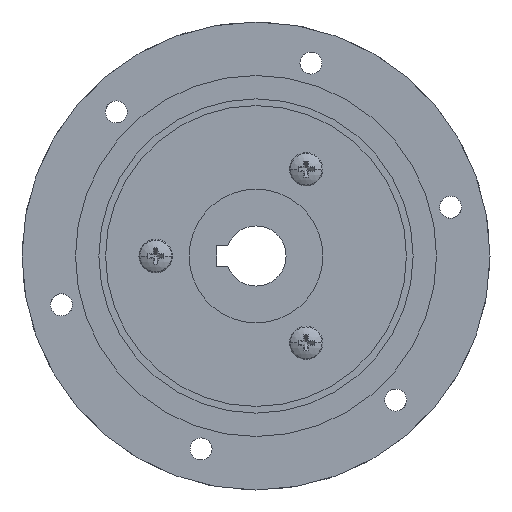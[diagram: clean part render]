
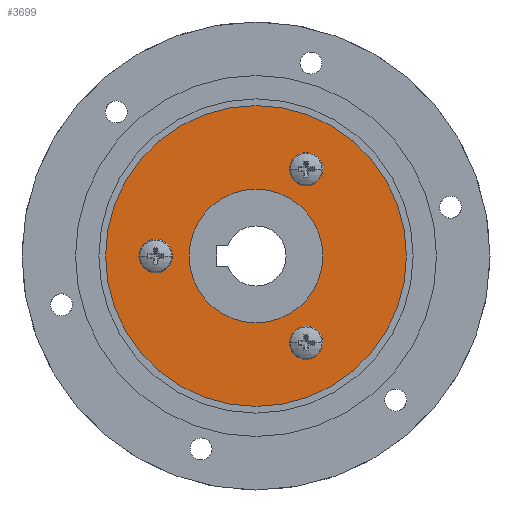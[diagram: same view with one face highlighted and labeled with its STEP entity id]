
A CAD part, left-side view. The second image highlights one B-rep face of the part: STEP entity #3699.
In plain terms, the highlighted face is planar.
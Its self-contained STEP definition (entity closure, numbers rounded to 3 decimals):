
#68 = ORIENTED_EDGE ( 'NONE', *, *, #25069, .F. ) ;
#387 = CARTESIAN_POINT ( 'NONE',  ( 12.99, -7.5, 0. ) ) ;
#996 = CARTESIAN_POINT ( 'NONE',  ( -12.99, -7.5, 0. ) ) ;
#1541 = EDGE_CURVE ( 'NONE', #52003, #37662, #3654, .T. ) ;
#1825 = CARTESIAN_POINT ( 'NONE',  ( 10., 0., 0. ) ) ;
#2864 = EDGE_CURVE ( 'NONE', #52537, #36524, #3548, .T. ) ;
#2935 = CIRCLE ( 'NONE', #4157, 10. ) ;
#3121 = EDGE_LOOP ( 'NONE', ( #29232, #60802 ) ) ;
#3548 = CIRCLE ( 'NONE', #14224, 1.025 ) ;
#3654 = CIRCLE ( 'NONE', #66726, 1.025 ) ;
#3699 = ADVANCED_FACE ( 'NONE', ( #16093, #26982, #53821, #31969, #11032 ), #40330, .F. ) ;
#4157 = AXIS2_PLACEMENT_3D ( 'NONE', #25235, #30375, #52435 ) ;
#4171 = EDGE_CURVE ( 'NONE', #59832, #43742, #41958, .T. ) ;
#4855 = ORIENTED_EDGE ( 'NONE', *, *, #52200, .F. ) ;
#7186 = DIRECTION ( 'NONE',  ( 0., 0., -1. ) ) ;
#7221 = VERTEX_POINT ( 'NONE', #50827 ) ;
#7241 = EDGE_LOOP ( 'NONE', ( #69180, #4855, #58238 ) ) ;
#8215 = CARTESIAN_POINT ( 'NONE',  ( 0., 0., 0. ) ) ;
#8423 = CARTESIAN_POINT ( 'NONE',  ( 1.025, 15., 0. ) ) ;
#9289 = DIRECTION ( 'NONE',  ( 0., 0., -1. ) ) ;
#11032 = FACE_OUTER_BOUND ( 'NONE', #3121, .T. ) ;
#11143 = DIRECTION ( 'NONE',  ( 0.5, 0.866, 0. ) ) ;
#12345 = CARTESIAN_POINT ( 'NONE',  ( 0., 15., 0. ) ) ;
#13623 = DIRECTION ( 'NONE',  ( 0., 0., 1. ) ) ;
#14224 = AXIS2_PLACEMENT_3D ( 'NONE', #27310, #43247, #11143 ) ;
#16093 = FACE_BOUND ( 'NONE', #66177, .T. ) ;
#17567 = CARTESIAN_POINT ( 'NONE',  ( 0., 0., 0. ) ) ;
#17827 = CARTESIAN_POINT ( 'NONE',  ( 0., 0., 0. ) ) ;
#18563 = AXIS2_PLACEMENT_3D ( 'NONE', #17567, #55076, #22955 ) ;
#19648 = AXIS2_PLACEMENT_3D ( 'NONE', #8215, #13623, #51140 ) ;
#19873 = VERTEX_POINT ( 'NONE', #8423 ) ;
#20023 = EDGE_LOOP ( 'NONE', ( #38195, #22250 ) ) ;
#20294 = DIRECTION ( 'NONE',  ( 0., 0., -1. ) ) ;
#22250 = ORIENTED_EDGE ( 'NONE', *, *, #43041, .F. ) ;
#22637 = VERTEX_POINT ( 'NONE', #40785 ) ;
#22955 = DIRECTION ( 'NONE',  ( -1., 0., 0. ) ) ;
#23152 = DIRECTION ( 'NONE',  ( -1., 0., 0. ) ) ;
#23228 = DIRECTION ( 'NONE',  ( 1., 0., 0. ) ) ;
#23369 = DIRECTION ( 'NONE',  ( 0., 0., -1. ) ) ;
#23596 = DIRECTION ( 'NONE',  ( -1., 0., 0. ) ) ;
#23657 = EDGE_CURVE ( 'NONE', #19873, #22637, #54672, .T. ) ;
#23758 = ORIENTED_EDGE ( 'NONE', *, *, #42197, .F. ) ;
#24590 = CARTESIAN_POINT ( 'NONE',  ( -10., 0., 0. ) ) ;
#24698 = ORIENTED_EDGE ( 'NONE', *, *, #66368, .F. ) ;
#25040 = CARTESIAN_POINT ( 'NONE',  ( -12.99, -7.5, 0. ) ) ;
#25069 = EDGE_CURVE ( 'NONE', #25100, #31559, #52085, .T. ) ;
#25100 = VERTEX_POINT ( 'NONE', #24590 ) ;
#25235 = CARTESIAN_POINT ( 'NONE',  ( 0., 0., 0. ) ) ;
#25262 = CARTESIAN_POINT ( 'NONE',  ( -13.503, -6.612, 0. ) ) ;
#25609 = CARTESIAN_POINT ( 'NONE',  ( 22.5, 0., 0. ) ) ;
#25963 = CARTESIAN_POINT ( 'NONE',  ( 12.478, -8.388, 0. ) ) ;
#26529 = EDGE_CURVE ( 'NONE', #7221, #52537, #32486, .T. ) ;
#26982 = FACE_BOUND ( 'NONE', #7241, .T. ) ;
#27310 = CARTESIAN_POINT ( 'NONE',  ( 12.99, -7.5, 0. ) ) ;
#27710 = DIRECTION ( 'NONE',  ( 0.5, -0.866, 0. ) ) ;
#29232 = ORIENTED_EDGE ( 'NONE', *, *, #60317, .F. ) ;
#29378 = CARTESIAN_POINT ( 'NONE',  ( -22.5, 0., 0. ) ) ;
#30019 = CARTESIAN_POINT ( 'NONE',  ( -12.478, -8.388, 0. ) ) ;
#30375 = DIRECTION ( 'NONE',  ( 0., 0., -1. ) ) ;
#30451 = CARTESIAN_POINT ( 'NONE',  ( 12.99, -7.5, 0. ) ) ;
#30852 = CARTESIAN_POINT ( 'NONE',  ( -12.99, -7.5, 0. ) ) ;
#30911 = EDGE_CURVE ( 'NONE', #37662, #54085, #48666, .T. ) ;
#31559 = VERTEX_POINT ( 'NONE', #1825 ) ;
#31969 = FACE_BOUND ( 'NONE', #39874, .T. ) ;
#32486 = CIRCLE ( 'NONE', #52376, 1.025 ) ;
#34141 = CARTESIAN_POINT ( 'NONE',  ( -11.965, -7.5, 0. ) ) ;
#34592 = DIRECTION ( 'NONE',  ( 1., 0., 0. ) ) ;
#35765 = ORIENTED_EDGE ( 'NONE', *, *, #26529, .F. ) ;
#35803 = DIRECTION ( 'NONE',  ( 0.5, 0.866, 0. ) ) ;
#36524 = VERTEX_POINT ( 'NONE', #25963 ) ;
#37662 = VERTEX_POINT ( 'NONE', #30019 ) ;
#38104 = CIRCLE ( 'NONE', #65312, 1.025 ) ;
#38195 = ORIENTED_EDGE ( 'NONE', *, *, #23657, .F. ) ;
#39758 = CARTESIAN_POINT ( 'NONE',  ( 0., 0., 0. ) ) ;
#39874 = EDGE_LOOP ( 'NONE', ( #68, #23758 ) ) ;
#40330 = PLANE ( 'NONE',  #19648 ) ;
#40785 = CARTESIAN_POINT ( 'NONE',  ( -1.025, 15., 0. ) ) ;
#41180 = DIRECTION ( 'NONE',  ( 0.5, -0.866, 0. ) ) ;
#41674 = DIRECTION ( 'NONE',  ( 0., 0., -1. ) ) ;
#41958 = CIRCLE ( 'NONE', #60529, 22.5 ) ;
#42197 = EDGE_CURVE ( 'NONE', #31559, #25100, #2935, .T. ) ;
#43041 = EDGE_CURVE ( 'NONE', #22637, #19873, #38104, .T. ) ;
#43247 = DIRECTION ( 'NONE',  ( 0., 0., -1. ) ) ;
#43274 = DIRECTION ( 'NONE',  ( 0., 0., -1. ) ) ;
#43742 = VERTEX_POINT ( 'NONE', #29378 ) ;
#45401 = DIRECTION ( 'NONE',  ( 0., 0., 1. ) ) ;
#46340 = CIRCLE ( 'NONE', #64923, 1.025 ) ;
#48666 = CIRCLE ( 'NONE', #57483, 1.025 ) ;
#48686 = DIRECTION ( 'NONE',  ( 0.5, 0.866, 0. ) ) ;
#49285 = AXIS2_PLACEMENT_3D ( 'NONE', #17827, #55338, #23228 ) ;
#50827 = CARTESIAN_POINT ( 'NONE',  ( 13.503, -6.612, 0. ) ) ;
#51140 = DIRECTION ( 'NONE',  ( 1., 0., 0. ) ) ;
#52003 = VERTEX_POINT ( 'NONE', #34141 ) ;
#52085 = CIRCLE ( 'NONE', #18563, 10. ) ;
#52200 = EDGE_CURVE ( 'NONE', #54085, #52003, #54128, .T. ) ;
#52376 = AXIS2_PLACEMENT_3D ( 'NONE', #30451, #41674, #35803 ) ;
#52435 = DIRECTION ( 'NONE',  ( -1., 0., 0. ) ) ;
#52537 = VERTEX_POINT ( 'NONE', #61055 ) ;
#53821 = FACE_BOUND ( 'NONE', #20023, .T. ) ;
#54085 = VERTEX_POINT ( 'NONE', #25262 ) ;
#54128 = CIRCLE ( 'NONE', #65959, 1.025 ) ;
#54672 = CIRCLE ( 'NONE', #57200, 1.025 ) ;
#55076 = DIRECTION ( 'NONE',  ( 0., 0., -1. ) ) ;
#55114 = DIRECTION ( 'NONE',  ( 0., 0., -1. ) ) ;
#55338 = DIRECTION ( 'NONE',  ( 0., 0., 1. ) ) ;
#57200 = AXIS2_PLACEMENT_3D ( 'NONE', #60419, #23369, #23152 ) ;
#57483 = AXIS2_PLACEMENT_3D ( 'NONE', #996, #55114, #27710 ) ;
#57845 = CIRCLE ( 'NONE', #49285, 22.5 ) ;
#58238 = ORIENTED_EDGE ( 'NONE', *, *, #30911, .F. ) ;
#59832 = VERTEX_POINT ( 'NONE', #25609 ) ;
#60317 = EDGE_CURVE ( 'NONE', #43742, #59832, #57845, .T. ) ;
#60419 = CARTESIAN_POINT ( 'NONE',  ( 0., 15., 0. ) ) ;
#60529 = AXIS2_PLACEMENT_3D ( 'NONE', #39758, #45401, #34592 ) ;
#60802 = ORIENTED_EDGE ( 'NONE', *, *, #4171, .F. ) ;
#61055 = CARTESIAN_POINT ( 'NONE',  ( 14.015, -7.5, 0. ) ) ;
#63392 = ORIENTED_EDGE ( 'NONE', *, *, #2864, .F. ) ;
#64923 = AXIS2_PLACEMENT_3D ( 'NONE', #387, #43274, #48686 ) ;
#65312 = AXIS2_PLACEMENT_3D ( 'NONE', #12345, #7186, #23596 ) ;
#65959 = AXIS2_PLACEMENT_3D ( 'NONE', #25040, #9289, #67968 ) ;
#66177 = EDGE_LOOP ( 'NONE', ( #63392, #35765, #24698 ) ) ;
#66368 = EDGE_CURVE ( 'NONE', #36524, #7221, #46340, .T. ) ;
#66726 = AXIS2_PLACEMENT_3D ( 'NONE', #30852, #20294, #41180 ) ;
#67968 = DIRECTION ( 'NONE',  ( 0.5, -0.866, 0. ) ) ;
#69180 = ORIENTED_EDGE ( 'NONE', *, *, #1541, .F. ) ;
